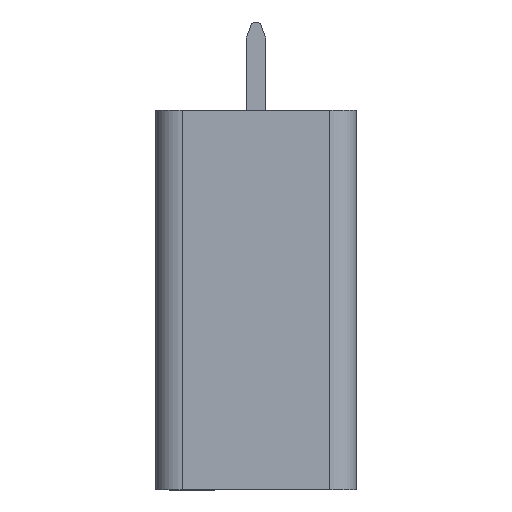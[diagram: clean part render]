
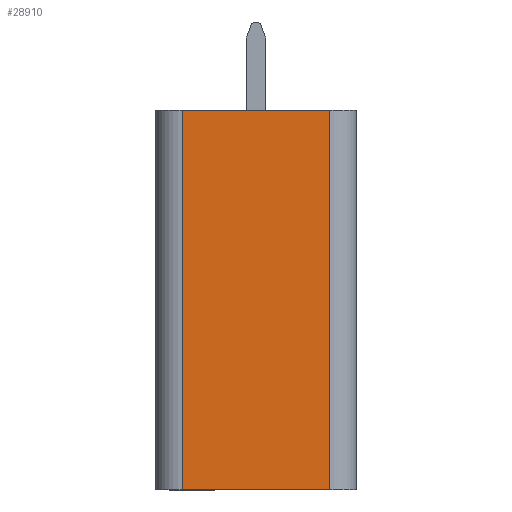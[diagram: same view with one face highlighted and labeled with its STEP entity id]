
A CAD part, left-side view. The second image highlights one B-rep face of the part: STEP entity #28910.
In plain terms, the highlighted planar face has unit normal (-1, 0, 0).
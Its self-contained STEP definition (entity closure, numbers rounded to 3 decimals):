
#790=CARTESIAN_POINT('',(-15.922,32.385,0.));
#800=VERTEX_POINT('',#790);
#830=CARTESIAN_POINT('',(-15.922,0.,0.));
#840=DIRECTION('',(0.,1.,0.));
#850=VECTOR('',#840,1.);
#860=LINE('',#830,#850);
#870=CARTESIAN_POINT('',(-15.922,26.885,0.));
#880=VERTEX_POINT('',#870);
#890=EDGE_CURVE('',#880,#800,#860,.T.);
#28540=CARTESIAN_POINT('',(-15.922,32.385,14.2));
#28550=VERTEX_POINT('',#28540);
#28580=CARTESIAN_POINT('',(-15.922,32.385,0.));
#28590=DIRECTION('',(0.,0.,1.));
#28600=VECTOR('',#28590,1.);
#28610=LINE('',#28580,#28600);
#28620=EDGE_CURVE('',#800,#28550,#28610,.T.);
#28680=CARTESIAN_POINT('',(-15.922,26.885,0.));
#28690=DIRECTION('',(-1.,0.,0.));
#28700=DIRECTION('',(0.,1.,0.));
#28710=AXIS2_PLACEMENT_3D('',#28680,#28690,#28700);
#28720=PLANE('',#28710);
#28730=ORIENTED_EDGE('',*,*,#28620,.F.);
#28740=CARTESIAN_POINT('',(-15.922,0.,14.2));
#28750=DIRECTION('',(0.,1.,0.));
#28760=VECTOR('',#28750,1.);
#28770=LINE('',#28740,#28760);
#28780=CARTESIAN_POINT('',(-15.922,26.885,14.2));
#28790=VERTEX_POINT('',#28780);
#28800=EDGE_CURVE('',#28790,#28550,#28770,.T.);
#28810=ORIENTED_EDGE('',*,*,#28800,.T.);
#28820=CARTESIAN_POINT('',(-15.922,26.885,0.));
#28830=DIRECTION('',(0.,0.,1.));
#28840=VECTOR('',#28830,1.);
#28850=LINE('',#28820,#28840);
#28860=EDGE_CURVE('',#880,#28790,#28850,.T.);
#28870=ORIENTED_EDGE('',*,*,#28860,.T.);
#28880=ORIENTED_EDGE('',*,*,#890,.F.);
#28890=EDGE_LOOP('',(#28880,#28870,#28810,#28730));
#28900=FACE_OUTER_BOUND('',#28890,.T.);
#28910=ADVANCED_FACE('',(#28900),#28720,.T.);
